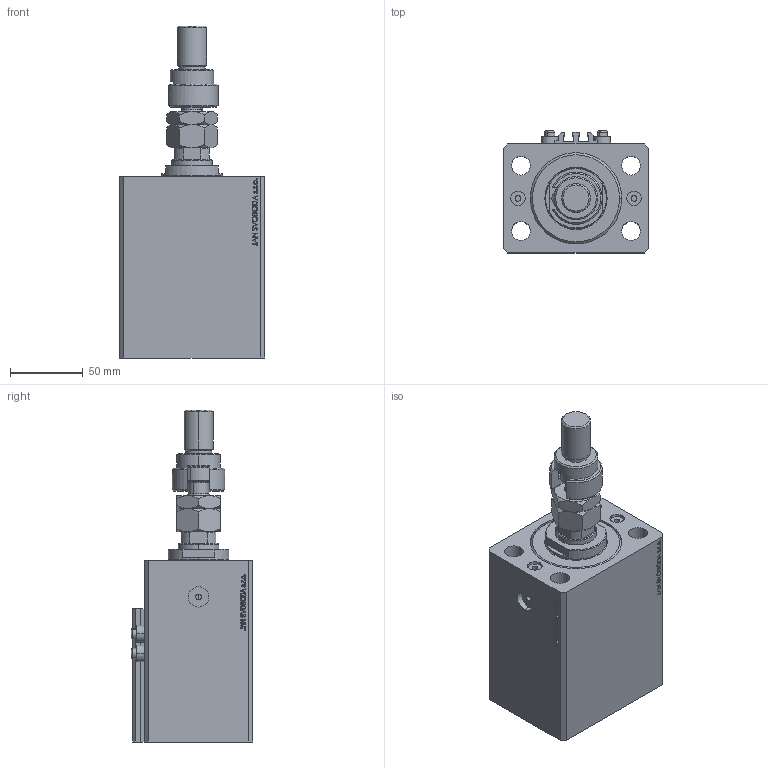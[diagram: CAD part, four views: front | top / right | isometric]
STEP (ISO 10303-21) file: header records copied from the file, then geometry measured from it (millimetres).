
FILE_DESCRIPTION (( 'STEP AP203' ), '1' );
FILE_NAME ('088e.STEP', '2022-04-21T07:09:36', ( '' ), ( '' ), 'SwSTEP 2.0', 'SolidWorks 2019', '' );
FILE_SCHEMA (( 'CONFIG_CONTROL_DESIGN' ));
Length unit declared in the file: millimetre
Products named in the file (8): MFA 9c8f3fe64e4b13a16176e06129b43b7d; DFA 9c8f3fe64e4b13a16176e06129b43b7d; V250CE_C_VCP 9c8f3fe64e4b13a16176e06129b43b7d; FEMALE_PART_FOR_DFA 9c8f3fe64e4b13a16176e06129b43b7d; ALLEN BOLT V250CE 9c8f3fe64e4b13a16176e06129b43b7d; 088e; V250CE_VC_C 9c8f3fe64e4b13a16176e06129b43b7d; V250CE_C_Body 9c8f3fe64e4b13a16176e06129b43b7d
Assembly tree (10 placements, depth 3):
  088e
    V250CE_C_Body 9c8f3fe64e4b13a16176e06129b43b7d
    ALLEN BOLT V250CE 9c8f3fe64e4b13a16176e06129b43b7d  x4
    V250CE_C_VCP 9c8f3fe64e4b13a16176e06129b43b7d
    V250CE_VC_C 9c8f3fe64e4b13a16176e06129b43b7d
    DFA 9c8f3fe64e4b13a16176e06129b43b7d
      FEMALE_PART_FOR_DFA 9c8f3fe64e4b13a16176e06129b43b7d
      MFA 9c8f3fe64e4b13a16176e06129b43b7d
Bounding box: 100 x 84 x 228.9 mm (x, y, z)
Volume: 868815.7 mm3; surface area: 157524.9 mm2
Topology: 10 solids, 10 shells, 1119 faces, 2785 edges, 1807 vertices
Faces by surface type: plane 532, bspline 374, cylinder 99, cone 96, torus 18
Entity records: 50080 total; most frequent: CARTESIAN_POINT 26610, ORIENTED_EDGE 5260, DIRECTION 3412, EDGE_CURVE 2630, VERTEX_POINT 1723, VECTOR 1546, LINE 1546, EDGE_LOOP 1169
